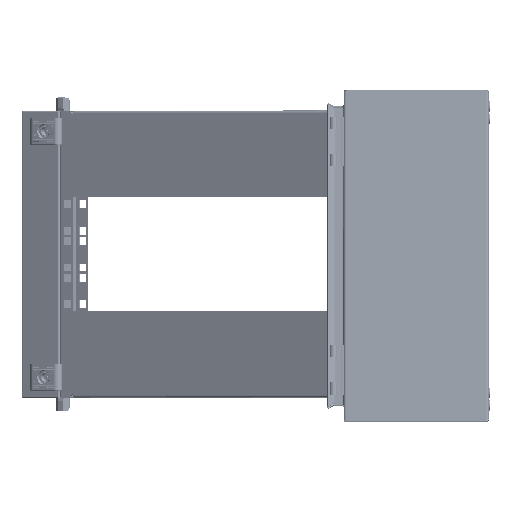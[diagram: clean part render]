
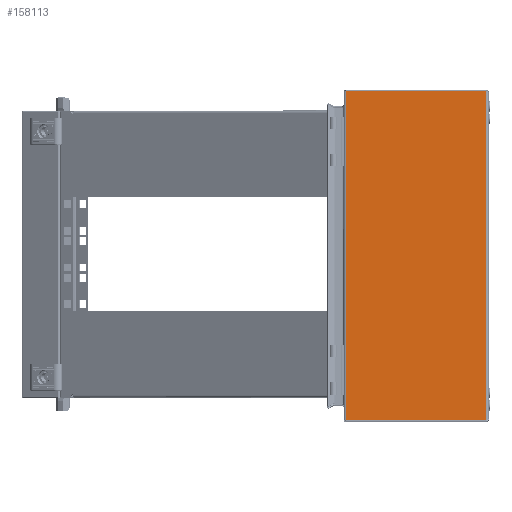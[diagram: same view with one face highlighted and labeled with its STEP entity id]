
A CAD part, top view. The second image highlights one B-rep face of the part: STEP entity #158113.
In plain terms, the highlighted face is planar.
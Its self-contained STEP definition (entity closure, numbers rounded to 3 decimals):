
#21556 = EDGE_CURVE ( 'NONE', #43559, #43531, #141121, .T. ) ;
#21644 = EDGE_CURVE ( 'NONE', #43253, #43559, #141303, .T. ) ;
#21647 = EDGE_CURVE ( 'NONE', #43572, #43531, #141309, .T. ) ;
#21814 = EDGE_CURVE ( 'NONE', #43253, #43572, #141615, .T. ) ;
#28881 = AXIS2_PLACEMENT_3D ( 'NONE', #100693, #100715, #100717 ) ;
#43253 = VERTEX_POINT ( 'NONE', #85290 ) ;
#43531 = VERTEX_POINT ( 'NONE', #85671 ) ;
#43559 = VERTEX_POINT ( 'NONE', #85684 ) ;
#43572 = VERTEX_POINT ( 'NONE', #85726 ) ;
#62848 = ORIENTED_EDGE ( 'NONE', *, *, #21556, .T. ) ;
#62849 = ORIENTED_EDGE ( 'NONE', *, *, #21647, .F. ) ;
#62850 = ORIENTED_EDGE ( 'NONE', *, *, #21814, .F. ) ;
#62851 = ORIENTED_EDGE ( 'NONE', *, *, #21644, .T. ) ;
#64429 = EDGE_LOOP ( 'NONE', ( #62848, #62849, #62850, #62851 ) ) ;
#85290 = CARTESIAN_POINT ( 'NONE',  ( 198.4, -300., 1.5 ) ) ;
#85671 = CARTESIAN_POINT ( 'NONE',  ( -198.4, -300., 170.5 ) ) ;
#85684 = CARTESIAN_POINT ( 'NONE',  ( 198.4, -300., 170.5 ) ) ;
#85726 = CARTESIAN_POINT ( 'NONE',  ( -198.4, -300., 1.5 ) ) ;
#100693 = CARTESIAN_POINT ( 'NONE',  ( -198.5, -300., 172. ) ) ;
#100710 = FACE_OUTER_BOUND ( 'NONE', #64429, .T. ) ;
#100711 = PLANE ( 'NONE',  #28881 ) ;
#100715 = DIRECTION ( 'NONE',  ( 0., 1., 0. ) ) ;
#100717 = DIRECTION ( 'NONE',  ( 0., 0., 1. ) ) ;
#139681 = VECTOR ( 'NONE', #141620, 1000. ) ;
#140522 = VECTOR ( 'NONE', #141318, 1000. ) ;
#140773 = VECTOR ( 'NONE', #141313, 1000. ) ;
#141119 = CARTESIAN_POINT ( 'NONE',  ( 197.793, -300., 170.5 ) ) ;
#141121 = LINE ( 'NONE', #141119, #141342 ) ;
#141129 = DIRECTION ( 'NONE',  ( -1., 0., 0. ) ) ;
#141302 = CARTESIAN_POINT ( 'NONE',  ( 198.4, -300., 1.5 ) ) ;
#141303 = LINE ( 'NONE', #141302, #140773 ) ;
#141309 = LINE ( 'NONE', #141315, #140522 ) ;
#141313 = DIRECTION ( 'NONE',  ( 0., 0., 1. ) ) ;
#141315 = CARTESIAN_POINT ( 'NONE',  ( -198.4, -300., 1.5 ) ) ;
#141318 = DIRECTION ( 'NONE',  ( 0., 0., 1. ) ) ;
#141342 = VECTOR ( 'NONE', #141129, 1000. ) ;
#141615 = LINE ( 'NONE', #141619, #139681 ) ;
#141619 = CARTESIAN_POINT ( 'NONE',  ( -198.5, -300., 1.5 ) ) ;
#141620 = DIRECTION ( 'NONE',  ( -1., 0., 0. ) ) ;
#158113 = ADVANCED_FACE ( 'NONE', ( #100710 ), #100711, .F. ) ;
